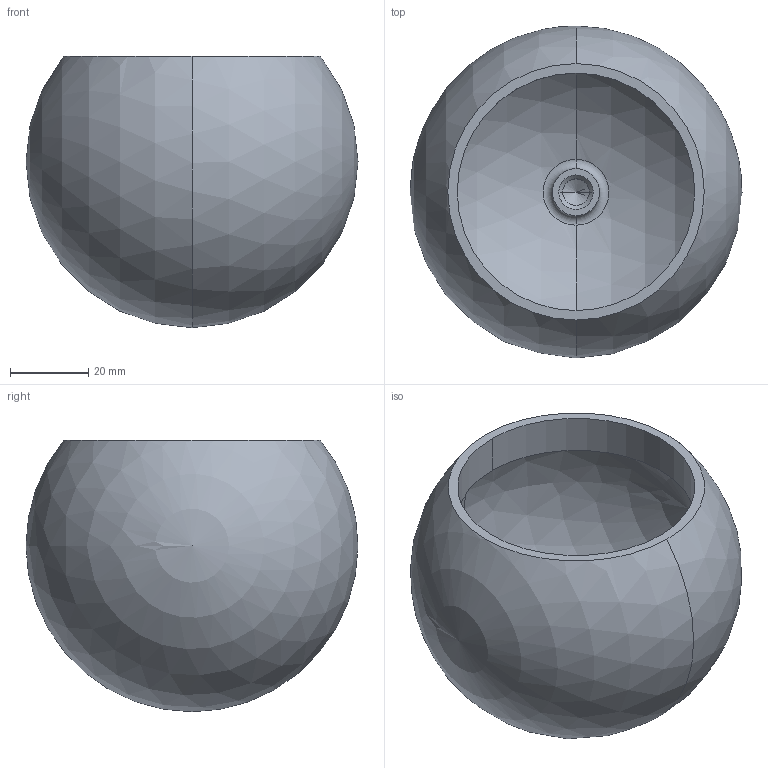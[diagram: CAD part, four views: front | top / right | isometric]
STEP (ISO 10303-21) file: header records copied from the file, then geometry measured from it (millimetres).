
FILE_DESCRIPTION (( 'STEP AP203' ), '1' );
FILE_NAME ('50283-240H.STEP', '2017-10-26T09:30:12', ( '' ), ( '' ), 'SwSTEP 2.0', 'SolidWorks 2015', '' );
FILE_SCHEMA (( 'CONFIG_CONTROL_DESIGN' ));
Length unit declared in the file: millimetre
Products named in the file (1): 50283-240H
Bounding box: 85 x 85 x 69.5 mm (x, y, z)
Volume: 44343.9 mm3; surface area: 37726.4 mm2
Topology: 1 solids, 1 shells, 270 faces, 727 edges, 480 vertices
Faces by surface type: bspline 117, plane 107, sphere 32, cylinder 6, cone 4, torus 4
Entity records: 13296 total; most frequent: CARTESIAN_POINT 7175, ORIENTED_EDGE 1406, DIRECTION 1011, EDGE_CURVE 703, VERTEX_POINT 466, AXIS2_PLACEMENT_3D 390, EDGE_LOOP 297, ADVANCED_FACE 268
